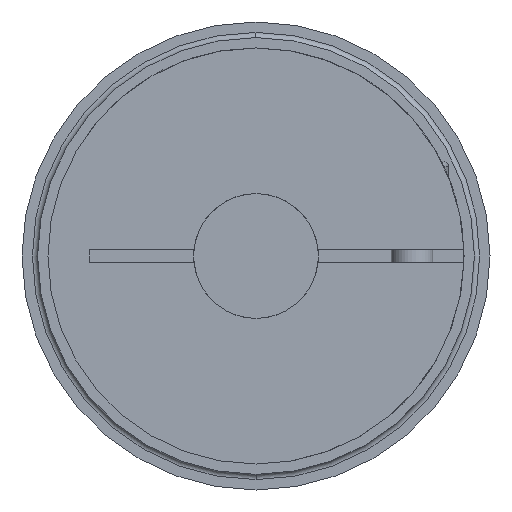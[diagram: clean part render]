
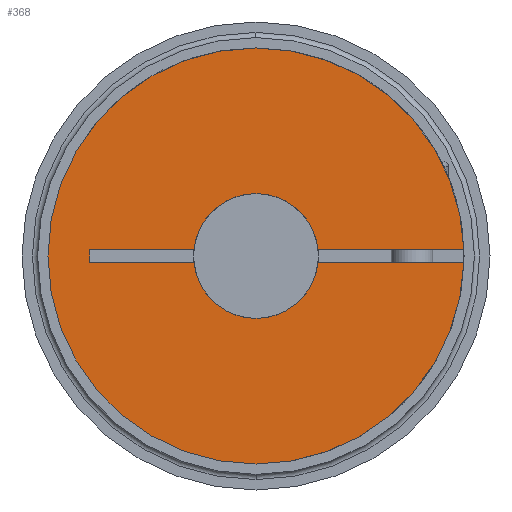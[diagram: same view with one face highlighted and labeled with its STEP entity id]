
A CAD part, left-side view. The second image highlights one B-rep face of the part: STEP entity #368.
In plain terms, the highlighted planar face has unit normal (-1, 0, 0).
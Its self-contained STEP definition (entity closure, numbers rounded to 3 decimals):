
#368=ADVANCED_FACE('',(#828),#829,.T.);
#828=FACE_OUTER_BOUND('',#1403,.T.);
#829=PLANE('',#1404);
#1403=EDGE_LOOP('',(#2406,#2407,#2408,#2409,#2410,#2411,#2412,#2413,#2414,#2415,#2416,#2417));
#1404=AXIS2_PLACEMENT_3D('',#2418,#2419,#2420);
#2406=ORIENTED_EDGE('',*,*,#3540,.T.);
#2407=ORIENTED_EDGE('',*,*,#3558,.T.);
#2408=ORIENTED_EDGE('',*,*,#3571,.T.);
#2409=ORIENTED_EDGE('',*,*,#3458,.F.);
#2410=ORIENTED_EDGE('',*,*,#3573,.F.);
#2411=ORIENTED_EDGE('',*,*,#3447,.F.);
#2412=ORIENTED_EDGE('',*,*,#3574,.T.);
#2413=ORIENTED_EDGE('',*,*,#3551,.T.);
#2414=ORIENTED_EDGE('',*,*,#3549,.T.);
#2415=ORIENTED_EDGE('',*,*,#3575,.T.);
#2416=ORIENTED_EDGE('',*,*,#3576,.T.);
#2417=ORIENTED_EDGE('',*,*,#3577,.T.);
#2418=CARTESIAN_POINT('',(0.0,0.0,10.0));
#2419=DIRECTION('',(-1.0,-0.0,-0.0));
#2420=DIRECTION('',(0.0,0.0,-1.0));
#3447=EDGE_CURVE('',#4144,#4146,#4147,.T.);
#3458=EDGE_CURVE('',#4164,#4167,#4168,.T.);
#3540=EDGE_CURVE('',#4307,#4304,#4308,.T.);
#3549=EDGE_CURVE('',#4314,#4322,#4324,.T.);
#3551=EDGE_CURVE('',#4326,#4314,#4327,.T.);
#3558=EDGE_CURVE('',#4304,#4335,#4337,.T.);
#3571=EDGE_CURVE('',#4335,#4167,#4354,.T.);
#3573=EDGE_CURVE('',#4146,#4164,#4356,.T.);
#3574=EDGE_CURVE('',#4144,#4326,#4357,.T.);
#3575=EDGE_CURVE('',#4322,#4358,#4359,.T.);
#3576=EDGE_CURVE('',#4358,#4360,#4361,.T.);
#3577=EDGE_CURVE('',#4360,#4307,#4362,.T.);
#4144=VERTEX_POINT('',#4970);
#4146=VERTEX_POINT('',#4973);
#4147=CIRCLE('',#4974,20.0);
#4164=VERTEX_POINT('',#5110);
#4167=VERTEX_POINT('',#5114);
#4168=CIRCLE('',#5115,20.0);
#4304=VERTEX_POINT('',#5396);
#4307=VERTEX_POINT('',#5400);
#4308=CIRCLE('',#5401,6.0);
#4314=VERTEX_POINT('',#5408);
#4322=VERTEX_POINT('',#5418);
#4324=CIRCLE('',#5421,6.0);
#4326=VERTEX_POINT('',#5423);
#4327=CIRCLE('',#5424,6.0);
#4335=VERTEX_POINT('',#5433);
#4337=CIRCLE('',#5436,6.0);
#4354=LINE('',#5456,#5457);
#4356=CIRCLE('',#5459,20.0);
#4357=LINE('',#5460,#5461);
#4358=VERTEX_POINT('',#5462);
#4359=LINE('',#5463,#5464);
#4360=VERTEX_POINT('',#5465);
#4361=LINE('',#5466,#5467);
#4362=LINE('',#5468,#5469);
#4970=CARTESIAN_POINT('',(0.0,-19.991,-0.6));
#4973=CARTESIAN_POINT('',(0.0,0.,-20.0));
#4974=AXIS2_PLACEMENT_3D('',#6265,#6266,#6267);
#5110=CARTESIAN_POINT('',(0.0,0.,20.0));
#5114=CARTESIAN_POINT('',(0.0,-19.991,0.6));
#5115=AXIS2_PLACEMENT_3D('',#6273,#6274,#6275);
#5396=CARTESIAN_POINT('',(0.0,0.,6.0));
#5400=CARTESIAN_POINT('',(0.0,5.97,0.6));
#5401=AXIS2_PLACEMENT_3D('',#6397,#6398,#6399);
#5408=CARTESIAN_POINT('',(0.0,0.,-6.0));
#5418=CARTESIAN_POINT('',(0.0,5.97,-0.6));
#5421=AXIS2_PLACEMENT_3D('',#6413,#6414,#6415);
#5423=CARTESIAN_POINT('',(0.0,-5.97,-0.6));
#5424=AXIS2_PLACEMENT_3D('',#6416,#6417,#6418);
#5433=CARTESIAN_POINT('',(0.0,-5.97,0.6));
#5436=AXIS2_PLACEMENT_3D('',#6430,#6431,#6432);
#5456=CARTESIAN_POINT('',(0.0,-1.25,0.6));
#5457=VECTOR('',#6451,1.0);
#5459=AXIS2_PLACEMENT_3D('',#6452,#6453,#6454);
#5460=CARTESIAN_POINT('',(0.0,-1.25,-0.6));
#5461=VECTOR('',#6455,1.0);
#5462=CARTESIAN_POINT('',(0.0,16.0,-0.6));
#5463=CARTESIAN_POINT('',(0.0,-1.25,-0.6));
#5464=VECTOR('',#6456,1.0);
#5465=CARTESIAN_POINT('',(0.0,16.0,0.6));
#5466=CARTESIAN_POINT('',(0.0,16.0,5.0));
#5467=VECTOR('',#6457,1.0);
#5468=CARTESIAN_POINT('',(0.0,-1.25,0.6));
#5469=VECTOR('',#6458,1.0);
#6265=CARTESIAN_POINT('',(0.0,0.0,0.0));
#6266=DIRECTION('',(1.0,0.0,-0.0));
#6267=DIRECTION('',(0.0,0.0,1.0));
#6273=CARTESIAN_POINT('',(0.0,0.0,0.0));
#6274=DIRECTION('',(1.0,0.0,-0.0));
#6275=DIRECTION('',(0.0,0.0,1.0));
#6397=CARTESIAN_POINT('',(0.0,0.0,0.0));
#6398=DIRECTION('',(1.0,0.0,0.0));
#6399=DIRECTION('',(0.0,0.0,-1.0));
#6413=CARTESIAN_POINT('',(0.0,0.0,0.0));
#6414=DIRECTION('',(1.0,0.0,0.0));
#6415=DIRECTION('',(0.0,0.0,-1.0));
#6416=CARTESIAN_POINT('',(0.0,0.0,0.0));
#6417=DIRECTION('',(1.0,0.0,0.0));
#6418=DIRECTION('',(0.0,0.0,-1.0));
#6430=CARTESIAN_POINT('',(0.0,0.0,0.0));
#6431=DIRECTION('',(1.0,0.0,0.0));
#6432=DIRECTION('',(0.0,0.0,-1.0));
#6451=DIRECTION('',(0.0,-1.0,0.0));
#6452=CARTESIAN_POINT('',(0.0,0.0,0.0));
#6453=DIRECTION('',(1.0,0.0,-0.0));
#6454=DIRECTION('',(0.0,0.0,1.0));
#6455=DIRECTION('',(0.0,1.0,0.0));
#6456=DIRECTION('',(0.0,1.0,0.0));
#6457=DIRECTION('',(-0.0,0.0,1.0));
#6458=DIRECTION('',(0.0,-1.0,0.0));
